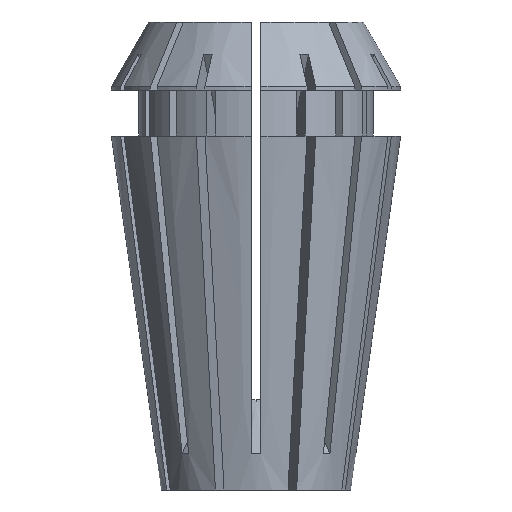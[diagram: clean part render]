
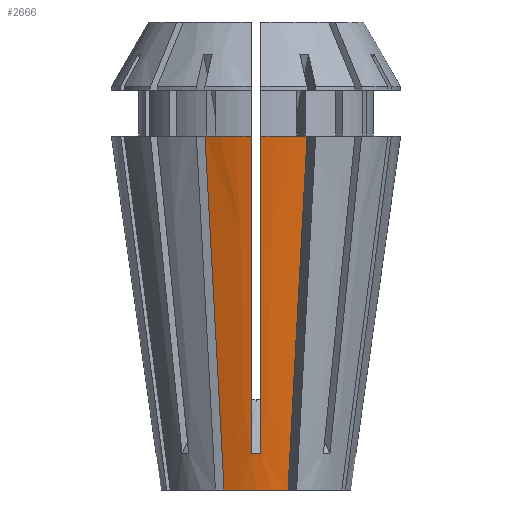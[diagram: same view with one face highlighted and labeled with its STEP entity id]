
A CAD part, left-side view. The second image highlights one B-rep face of the part: STEP entity #2666.
In plain terms, the highlighted conical face has half-angle 8 degrees and reference radius 5.577 mm.
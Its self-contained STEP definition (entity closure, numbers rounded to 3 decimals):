
#77 = EDGE_CURVE ( 'NONE', #601, #2339, #1174, .T. ) ;
#118 = AXIS2_PLACEMENT_3D ( 'NONE', #3518, #1079, #2296 ) ;
#151 = CARTESIAN_POINT ( 'NONE',  ( -7.954, 2.997, 20.8 ) ) ;
#170 = EDGE_CURVE ( 'NONE', #2339, #3237, #2000, .T. ) ;
#350 = CARTESIAN_POINT ( 'NONE',  ( -7.954, 2.997, 20.8 ) ) ;
#370 = CONICAL_SURFACE ( 'NONE', #4085, 5.577, 0.14 ) ;
#477 = VERTEX_POINT ( 'NONE', #613 ) ;
#601 = VERTEX_POINT ( 'NONE', #2534 ) ;
#613 = CARTESIAN_POINT ( 'NONE',  ( -8.496, -0.275, 20.8 ) ) ;
#623 = CARTESIAN_POINT ( 'NONE',  ( -5.512, -1.986, 2.007 ) ) ;
#625 = CARTESIAN_POINT ( 'NONE',  ( -5.252, -1.878, 0. ) ) ;
#759 = CIRCLE ( 'NONE', #3374, 8.5 ) ;
#914 = VERTEX_POINT ( 'NONE', #3148 ) ;
#922 = ORIENTED_EDGE ( 'NONE', *, *, #170, .F. ) ;
#1071 = CARTESIAN_POINT ( 'NONE',  ( -5.872, -0.275, 2.146 ) ) ;
#1079 = DIRECTION ( 'NONE',  ( 0., 0., -1. ) ) ;
#1162 = FACE_OUTER_BOUND ( 'NONE', #3305, .T. ) ;
#1164 = CARTESIAN_POINT ( 'NONE',  ( -7.184, -0.275, 11.475 ) ) ;
#1174 = B_SPLINE_CURVE_WITH_KNOTS ( 'NONE', 3,
 ( #2719, #3098, #1495, #4337, #3941, #623, #3134 ),
 .UNSPECIFIED., .F., .F.,
 ( 4, 3, 4 ),
 ( 0., 0.015, 0.021 ),
 .UNSPECIFIED. ) ;
#1205 = CARTESIAN_POINT ( 'NONE',  ( -6.747, -0.275, 8.365 ) ) ;
#1349 = AXIS2_PLACEMENT_3D ( 'NONE', #3584, #4788, #1586 ) ;
#1376 = CARTESIAN_POINT ( 'NONE',  ( -5.872, 0.275, 2.146 ) ) ;
#1394 = VERTEX_POINT ( 'NONE', #4343 ) ;
#1495 = CARTESIAN_POINT ( 'NONE',  ( -6.674, -2.467, 10.948 ) ) ;
#1530 = EDGE_CURVE ( 'NONE', #1394, #4242, #3065, .T. ) ;
#1571 = EDGE_CURVE ( 'NONE', #477, #4242, #2846, .T. ) ;
#1573 = ORIENTED_EDGE ( 'NONE', *, *, #4253, .T. ) ;
#1586 = DIRECTION ( 'NONE',  ( -1., 0., 0. ) ) ;
#1620 = CARTESIAN_POINT ( 'NONE',  ( -5.872, -0.275, 2.146 ) ) ;
#1746 = ORIENTED_EDGE ( 'NONE', *, *, #1571, .T. ) ;
#1774 = CARTESIAN_POINT ( 'NONE',  ( -8.496, 0.275, 20.8 ) ) ;
#1831 = CARTESIAN_POINT ( 'NONE',  ( -7.622, -0.275, 14.583 ) ) ;
#1848 = CARTESIAN_POINT ( 'NONE',  ( -5.879, -0.092, 2.135 ) ) ;
#1864 = DIRECTION ( 'NONE',  ( -1., 0., 0. ) ) ;
#2000 = CIRCLE ( 'NONE', #1349, 5.577 ) ;
#2060 = EDGE_CURVE ( 'NONE', #914, #4289, #4706, .T. ) ;
#2101 = ORIENTED_EDGE ( 'NONE', *, *, #2524, .F. ) ;
#2172 = CARTESIAN_POINT ( 'NONE',  ( -7.622, 0.275, 14.583 ) ) ;
#2176 = CARTESIAN_POINT ( 'NONE',  ( -5.872, 0.275, 2.146 ) ) ;
#2191 = CARTESIAN_POINT ( 'NONE',  ( -7.184, 0.275, 11.475 ) ) ;
#2286 = DIRECTION ( 'NONE',  ( 1., 0., 0. ) ) ;
#2296 = DIRECTION ( 'NONE',  ( -1., 0., 0. ) ) ;
#2310 = CARTESIAN_POINT ( 'NONE',  ( -8.059, -0.275, 17.692 ) ) ;
#2339 = VERTEX_POINT ( 'NONE', #625 ) ;
#2381 = CARTESIAN_POINT ( 'NONE',  ( -7.314, 2.732, 15.874 ) ) ;
#2405 = CARTESIAN_POINT ( 'NONE',  ( -6.674, 2.467, 10.948 ) ) ;
#2524 = EDGE_CURVE ( 'NONE', #914, #1394, #3198, .T. ) ;
#2534 = CARTESIAN_POINT ( 'NONE',  ( -7.954, -2.997, 20.8 ) ) ;
#2562 = ORIENTED_EDGE ( 'NONE', *, *, #2060, .T. ) ;
#2666 = ADVANCED_FACE ( 'NONE', ( #1162 ), #370, .T. ) ;
#2673 = DIRECTION ( 'NONE',  ( 0., 0., -1. ) ) ;
#2719 = CARTESIAN_POINT ( 'NONE',  ( -7.954, -2.997, 20.8 ) ) ;
#2811 = CARTESIAN_POINT ( 'NONE',  ( -5.512, 1.986, 2.007 ) ) ;
#2846 = B_SPLINE_CURVE_WITH_KNOTS ( 'NONE', 3,
 ( #3867, #2310, #1831, #1164, #1205, #4907, #1620 ),
 .UNSPECIFIED., .F., .F.,
 ( 4, 3, 4 ),
 ( 0.034, 0.043, 0.053 ),
 .UNSPECIFIED. ) ;
#3007 = CARTESIAN_POINT ( 'NONE',  ( -5.879, 0.092, 2.135 ) ) ;
#3029 = ORIENTED_EDGE ( 'NONE', *, *, #1530, .F. ) ;
#3030 = ORIENTED_EDGE ( 'NONE', *, *, #77, .F. ) ;
#3065 = B_SPLINE_CURVE_WITH_KNOTS ( 'NONE', 3,
 ( #2176, #3007, #1848, #5101 ),
 .UNSPECIFIED., .F., .F.,
 ( 4, 4 ),
 ( 0., 0.001 ),
 .UNSPECIFIED. ) ;
#3068 = CARTESIAN_POINT ( 'NONE',  ( 0., 0., 0. ) ) ;
#3098 = CARTESIAN_POINT ( 'NONE',  ( -7.314, -2.732, 15.874 ) ) ;
#3134 = CARTESIAN_POINT ( 'NONE',  ( -5.252, -1.878, 0. ) ) ;
#3148 = CARTESIAN_POINT ( 'NONE',  ( -8.496, 0.275, 20.8 ) ) ;
#3198 = B_SPLINE_CURVE_WITH_KNOTS ( 'NONE', 3,
 ( #1774, #4233, #2172, #2191, #5035, #3830, #1376 ),
 .UNSPECIFIED., .F., .F.,
 ( 4, 3, 4 ),
 ( 0.034, 0.043, 0.053 ),
 .UNSPECIFIED. ) ;
#3236 = CARTESIAN_POINT ( 'NONE',  ( -5.773, 2.094, 4.015 ) ) ;
#3237 = VERTEX_POINT ( 'NONE', #3980 ) ;
#3305 = EDGE_LOOP ( 'NONE', ( #2562, #4358, #922, #3030, #1573, #1746, #3029, #2101 ) ) ;
#3374 = AXIS2_PLACEMENT_3D ( 'NONE', #4700, #2673, #1864 ) ;
#3518 = CARTESIAN_POINT ( 'NONE',  ( 0., 0., 20.8 ) ) ;
#3584 = CARTESIAN_POINT ( 'NONE',  ( 0., 0., 0. ) ) ;
#3830 = CARTESIAN_POINT ( 'NONE',  ( -6.31, 0.275, 5.255 ) ) ;
#3867 = CARTESIAN_POINT ( 'NONE',  ( -8.496, -0.275, 20.8 ) ) ;
#3939 = B_SPLINE_CURVE_WITH_KNOTS ( 'NONE', 3,
 ( #350, #2381, #2405, #5261, #3236, #2811, #5244 ),
 .UNSPECIFIED., .F., .F.,
 ( 4, 3, 4 ),
 ( 0., 0.015, 0.021 ),
 .UNSPECIFIED. ) ;
#3941 = CARTESIAN_POINT ( 'NONE',  ( -5.773, -2.094, 4.015 ) ) ;
#3951 = DIRECTION ( 'NONE',  ( 0., 0., 1. ) ) ;
#3980 = CARTESIAN_POINT ( 'NONE',  ( -5.252, 1.878, 0. ) ) ;
#4085 = AXIS2_PLACEMENT_3D ( 'NONE', #3068, #3951, #2286 ) ;
#4233 = CARTESIAN_POINT ( 'NONE',  ( -8.059, 0.275, 17.692 ) ) ;
#4242 = VERTEX_POINT ( 'NONE', #1071 ) ;
#4253 = EDGE_CURVE ( 'NONE', #601, #477, #759, .T. ) ;
#4289 = VERTEX_POINT ( 'NONE', #151 ) ;
#4337 = CARTESIAN_POINT ( 'NONE',  ( -6.034, -2.202, 6.022 ) ) ;
#4343 = CARTESIAN_POINT ( 'NONE',  ( -5.872, 0.275, 2.146 ) ) ;
#4358 = ORIENTED_EDGE ( 'NONE', *, *, #4435, .T. ) ;
#4435 = EDGE_CURVE ( 'NONE', #4289, #3237, #3939, .T. ) ;
#4700 = CARTESIAN_POINT ( 'NONE',  ( 0., 0., 20.8 ) ) ;
#4706 = CIRCLE ( 'NONE', #118, 8.5 ) ;
#4788 = DIRECTION ( 'NONE',  ( 0., 0., -1. ) ) ;
#4907 = CARTESIAN_POINT ( 'NONE',  ( -6.31, -0.275, 5.255 ) ) ;
#5035 = CARTESIAN_POINT ( 'NONE',  ( -6.747, 0.275, 8.365 ) ) ;
#5101 = CARTESIAN_POINT ( 'NONE',  ( -5.872, -0.275, 2.146 ) ) ;
#5244 = CARTESIAN_POINT ( 'NONE',  ( -5.252, 1.878, 0. ) ) ;
#5261 = CARTESIAN_POINT ( 'NONE',  ( -6.034, 2.202, 6.022 ) ) ;
